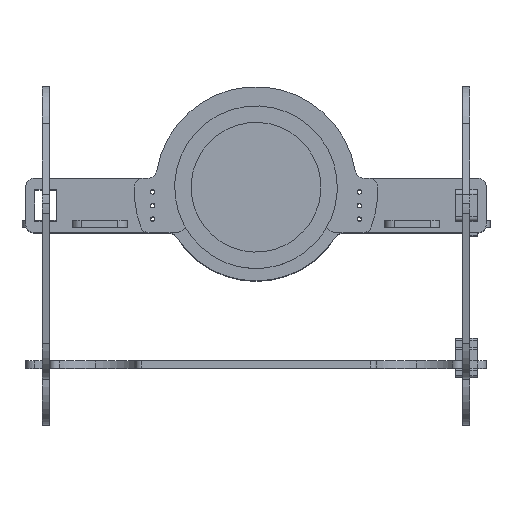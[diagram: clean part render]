
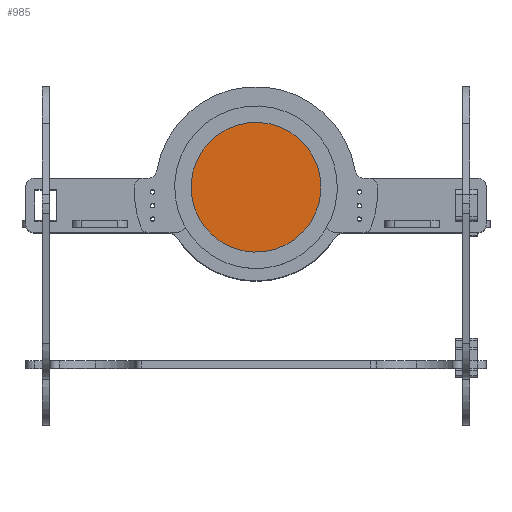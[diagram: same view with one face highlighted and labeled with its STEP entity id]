
A CAD part, top view. The second image highlights one B-rep face of the part: STEP entity #985.
In plain terms, the highlighted planar face has unit normal (0, 0, 1).
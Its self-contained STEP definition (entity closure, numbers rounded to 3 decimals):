
#985 = ADVANCED_FACE ( 'NONE', ( #13284 ), #7303, .F. ) ;
#2538 = DIRECTION ( 'NONE',  ( 0., 0., -1. ) ) ;
#2922 = ORIENTED_EDGE ( 'NONE', *, *, #10556, .F. ) ;
#4326 = CARTESIAN_POINT ( 'NONE',  ( 0., 0., 170. ) ) ;
#5000 = ORIENTED_EDGE ( 'NONE', *, *, #6829, .F. ) ;
#5991 = AXIS2_PLACEMENT_3D ( 'NONE', #4326, #2538, #10318 ) ;
#6427 = AXIS2_PLACEMENT_3D ( 'NONE', #8555, #22037, #6749 ) ;
#6749 = DIRECTION ( 'NONE',  ( -1., 0., 0. ) ) ;
#6829 = EDGE_CURVE ( 'NONE', #23969, #24305, #18988, .T. ) ;
#7303 = PLANE ( 'NONE',  #23748 ) ;
#8555 = CARTESIAN_POINT ( 'NONE',  ( 0., 0., 170. ) ) ;
#9101 = DIRECTION ( 'NONE',  ( 0., 0., -1. ) ) ;
#10318 = DIRECTION ( 'NONE',  ( -1., 0., 0. ) ) ;
#10556 = EDGE_CURVE ( 'NONE', #24305, #23969, #16945, .T. ) ;
#10665 = CARTESIAN_POINT ( 'NONE',  ( -71., 0., 170. ) ) ;
#13284 = FACE_OUTER_BOUND ( 'NONE', #15696, .T. ) ;
#14803 = CARTESIAN_POINT ( 'NONE',  ( 0., 0., 170. ) ) ;
#15696 = EDGE_LOOP ( 'NONE', ( #5000, #2922 ) ) ;
#16683 = CARTESIAN_POINT ( 'NONE',  ( 71., 0., 170. ) ) ;
#16833 = DIRECTION ( 'NONE',  ( -1., 0., 0. ) ) ;
#16945 = CIRCLE ( 'NONE', #5991, 71. ) ;
#18988 = CIRCLE ( 'NONE', #6427, 71. ) ;
#22037 = DIRECTION ( 'NONE',  ( 0., 0., -1. ) ) ;
#23748 = AXIS2_PLACEMENT_3D ( 'NONE', #14803, #9101, #16833 ) ;
#23969 = VERTEX_POINT ( 'NONE', #10665 ) ;
#24305 = VERTEX_POINT ( 'NONE', #16683 ) ;
